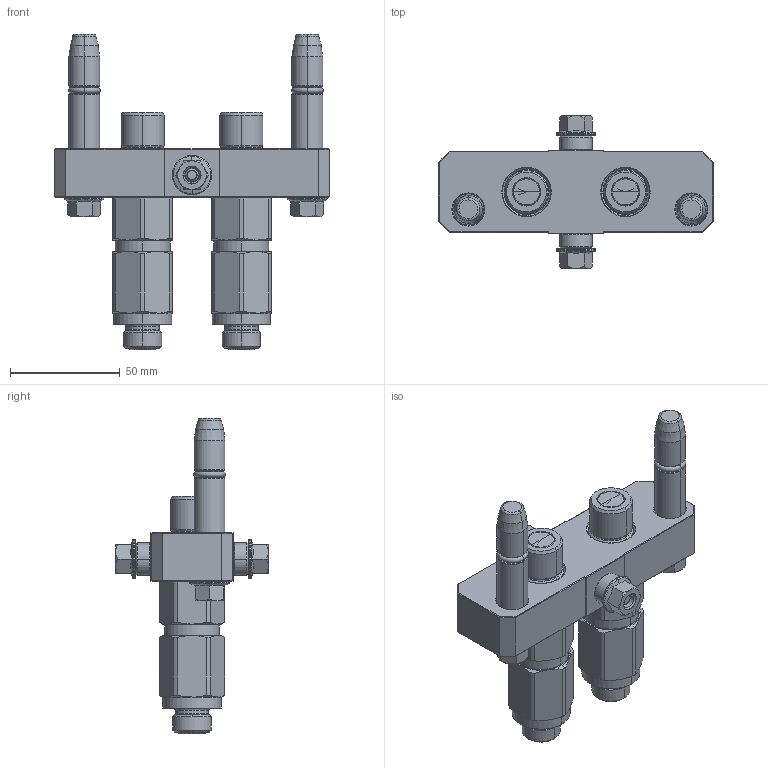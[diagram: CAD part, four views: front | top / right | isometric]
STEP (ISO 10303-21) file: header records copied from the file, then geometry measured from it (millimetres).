
FILE_DESCRIPTION (( 'STEP AP214' ), '1' );
FILE_NAME ('FASTER.step', '2025-11-25T11:55:09', ( '' ), ( '' ), 'SwSTEP 2.0', 'SolidWorks 2017', '' );
FILE_SCHEMA (( 'AUTOMOTIVE_DESIGN' ));
Length unit declared in the file: millimetre
Products named in the file (11): 4830_028_1000_002; 1540_080_0006_000; 4860_024_0001_022; 1540_080_0008_000; FASTER; PB06_M_BASE; 4860_010_0001_000; 3ffnp3811_38sm; 4830_021_0000_000; or2_62x9_19_m
Assembly tree (16 placements, depth 3):
  FASTER
    PB06_M_BASE
      4860_010_0001_000
      4830_021_0000_000  x2
      1540_080_0008_000  x2
      4860_024_0001_022
      1540_080_0006_000  x2
      4830_028_1000_002  x2
      or2_62x9_19_m  x2
    3ffnp3811_38sm  x2
      3ffnp3811_38sm
Bounding box: 125 x 69.5 x 143.42 mm (x, y, z)
Volume: 1616.4 mm3; surface area: 60959.3 mm2
Topology: 4 solids, 40 shells, 1085 faces, 3022 edges, 1976 vertices
Faces by surface type: plane 491, cylinder 242, cone 234, torus 98, bspline 20
Entity records: 29375 total; most frequent: CARTESIAN_POINT 7959, ORIENTED_EDGE 3990, DIRECTION 3790, EDGE_CURVE 2115, VERTEX_POINT 1382, LINE 1300, VECTOR 1300, AXIS2_PLACEMENT_3D 1245
